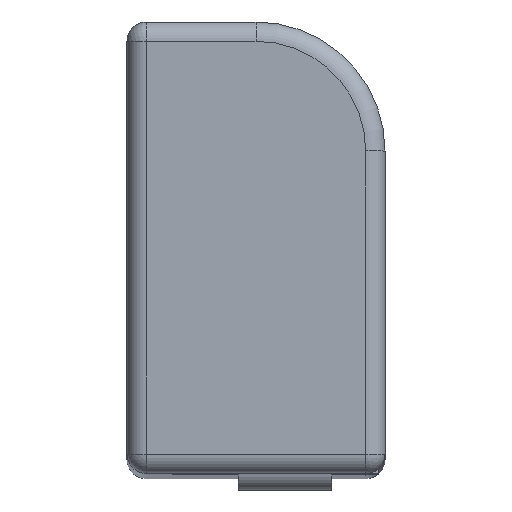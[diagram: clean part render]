
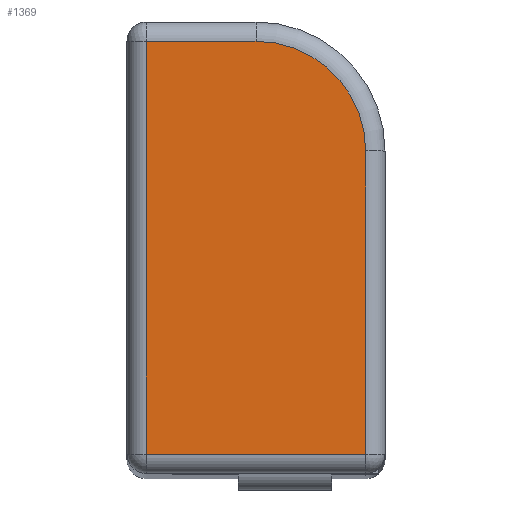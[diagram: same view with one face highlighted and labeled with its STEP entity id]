
A CAD part, top view. The second image highlights one B-rep face of the part: STEP entity #1369.
In plain terms, the highlighted planar face has unit normal (0, 0, 1).
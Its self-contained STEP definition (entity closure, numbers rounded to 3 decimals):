
#106=PLANE('',#1549);
#187=FACE_OUTER_BOUND('',#283,.T.);
#283=EDGE_LOOP('',(#1216,#1217,#1218,#1219,#1220));
#371=LINE('',#2306,#480);
#373=LINE('',#2312,#482);
#375=LINE('',#2321,#484);
#386=LINE('',#2371,#495);
#480=VECTOR('',#1868,10.);
#482=VECTOR('',#1874,10.);
#484=VECTOR('',#1886,10.);
#495=VECTOR('',#1953,10.);
#565=CIRCLE('',#1513,3.4);
#671=VERTEX_POINT('',#2287);
#674=VERTEX_POINT('',#2294);
#677=VERTEX_POINT('',#2302);
#678=VERTEX_POINT('',#2308);
#680=VERTEX_POINT('',#2314);
#833=EDGE_CURVE('',#674,#677,#371,.T.);
#836=EDGE_CURVE('',#677,#678,#373,.T.);
#839=EDGE_CURVE('',#678,#680,#565,.T.);
#841=EDGE_CURVE('',#680,#671,#375,.T.);
#867=EDGE_CURVE('',#671,#674,#386,.T.);
#1216=ORIENTED_EDGE('',*,*,#833,.F.);
#1217=ORIENTED_EDGE('',*,*,#867,.F.);
#1218=ORIENTED_EDGE('',*,*,#841,.F.);
#1219=ORIENTED_EDGE('',*,*,#839,.F.);
#1220=ORIENTED_EDGE('',*,*,#836,.F.);
#1369=ADVANCED_FACE('',(#187),#106,.T.);
#1513=AXIS2_PLACEMENT_3D('',#2318,#1881,#1882);
#1549=AXIS2_PLACEMENT_3D('',#2391,#1976,#1977);
#1868=DIRECTION('',(0.,1.,0.));
#1874=DIRECTION('',(1.,0.,0.));
#1881=DIRECTION('center_axis',(0.,0.,-1.));
#1882=DIRECTION('ref_axis',(0.707,0.707,0.));
#1886=DIRECTION('',(0.,-1.,0.));
#1953=DIRECTION('',(-1.,0.,0.));
#1976=DIRECTION('center_axis',(0.,0.,1.));
#1977=DIRECTION('ref_axis',(0.,-1.,0.));
#2287=CARTESIAN_POINT('',(7.4,25.6,43.));
#2294=CARTESIAN_POINT('',(0.6,25.6,43.));
#2302=CARTESIAN_POINT('',(0.6,38.4,43.));
#2306=CARTESIAN_POINT('',(0.6,32.5,43.));
#2308=CARTESIAN_POINT('',(4.,38.4,43.));
#2312=CARTESIAN_POINT('',(2.,38.4,43.));
#2314=CARTESIAN_POINT('',(7.4,35.,43.));
#2318=CARTESIAN_POINT('Origin',(4.,35.,43.));
#2321=CARTESIAN_POINT('',(7.4,32.5,43.));
#2371=CARTESIAN_POINT('',(0.,25.6,43.));
#2391=CARTESIAN_POINT('Origin',(0.,35.,43.));
